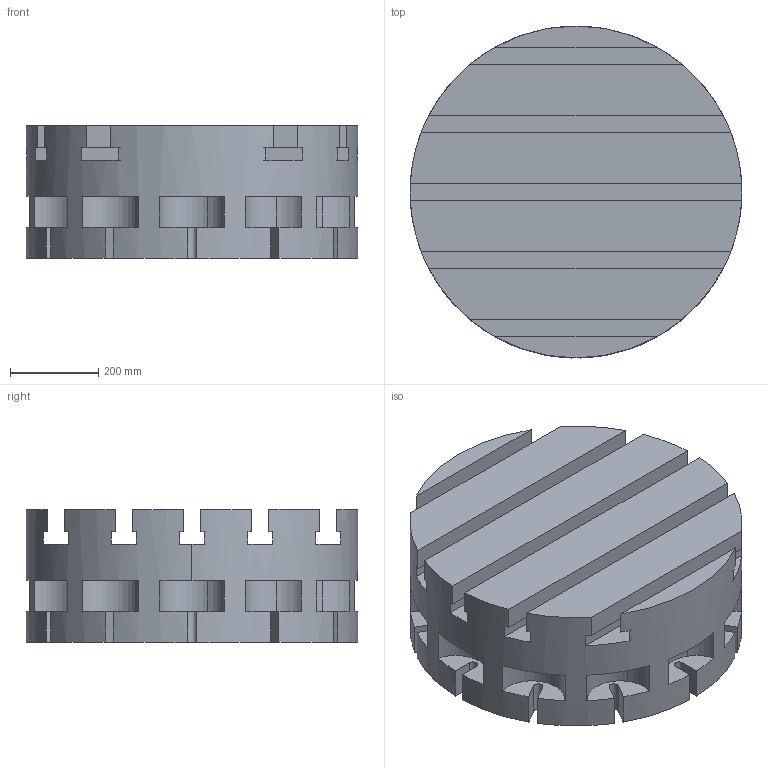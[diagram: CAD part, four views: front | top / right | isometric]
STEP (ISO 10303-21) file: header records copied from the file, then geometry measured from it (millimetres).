
FILE_DESCRIPTION(('CATIA V5 STEP Exchange'),'2;1');
FILE_NAME('PLOT.stp','2019-03-12T13:39:20+00:00',('none'),('none'),'CATIA Version 5 Release 19 SP 9 (IN-10)','CATIA V5 STEP AP214','none');
FILE_SCHEMA(('AUTOMOTIVE_DESIGN { 1 0 10303 214 1 1 1 1 }'));
Length unit declared in the file: millimetre
Products named in the file (1): PLOT
Bounding box: 750 x 750 x 300 mm (x, y, z)
Volume: 115446124.7 mm3; surface area: 2382022.8 mm2
Topology: 1 solids, 1 shells, 128 faces, 378 edges, 252 vertices
Faces by surface type: plane 90, cylinder 38
Entity records: 3939 total; most frequent: ORIENTED_EDGE 756, CARTESIAN_POINT 706, DIRECTION 528, EDGE_CURVE 378, VERTEX_POINT 252, AXIS2_PLACEMENT_3D 240, VECTOR 214, LINE 214
